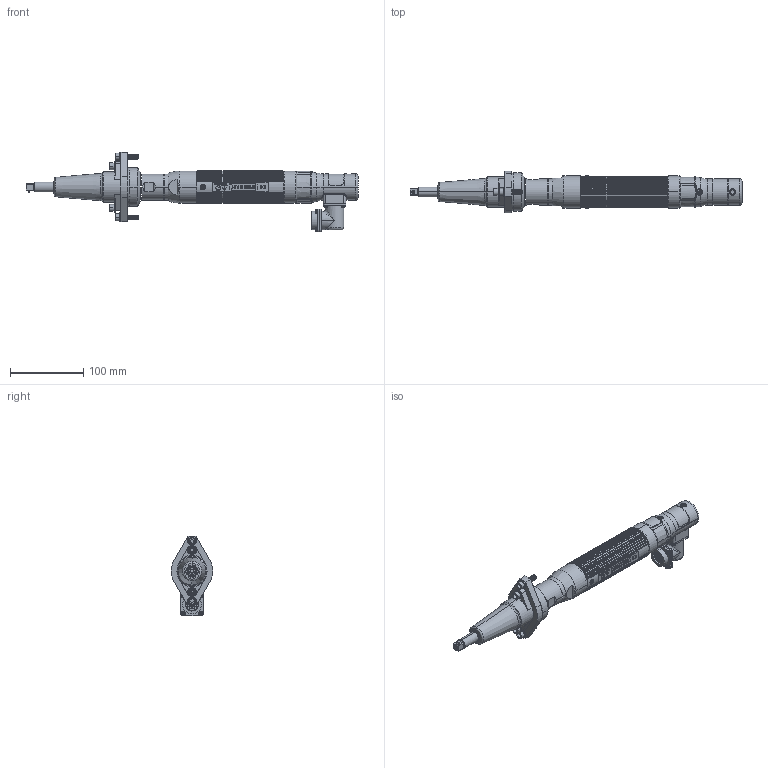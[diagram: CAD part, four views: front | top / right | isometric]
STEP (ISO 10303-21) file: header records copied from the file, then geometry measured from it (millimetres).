
FILE_DESCRIPTION((''),'2;1');
FILE_NAME('EB33MBF1-28','2012-05-14T',('EJF1116'),(''),'PRO/ENGINEER BY PARAMETRIC TECHNOLOGY CORPORATION, 2010430','PRO/ENGINEER BY PARAMETRIC TECHNOLOGY CORPORATION, 2010430','');
FILE_SCHEMA(('CONFIG_CONTROL_DESIGN'));
Length unit declared in the file: inch
Products named in the file (1): EB33MBF1-28
Bounding box: 454.3 x 57.15 x 108.93 mm (x, y, z)
Surface area: 91592.6 mm2 (no closed solid volume)
Topology: 0 solids, 118 shells, 581 faces, 3155 edges, 2591 vertices
Faces by surface type: cylinder 289, plane 157, bspline 57, torus 43, cone 33, extrusion 2
Entity records: 45173 total; most frequent: CARTESIAN_POINT 22275, DIRECTION 4312, ORIENTED_EDGE 4098, EDGE_CURVE 3155, VERTEX_POINT 2591, VECTOR 1622, LINE 1620, AXIS2_PLACEMENT_3D 1345
